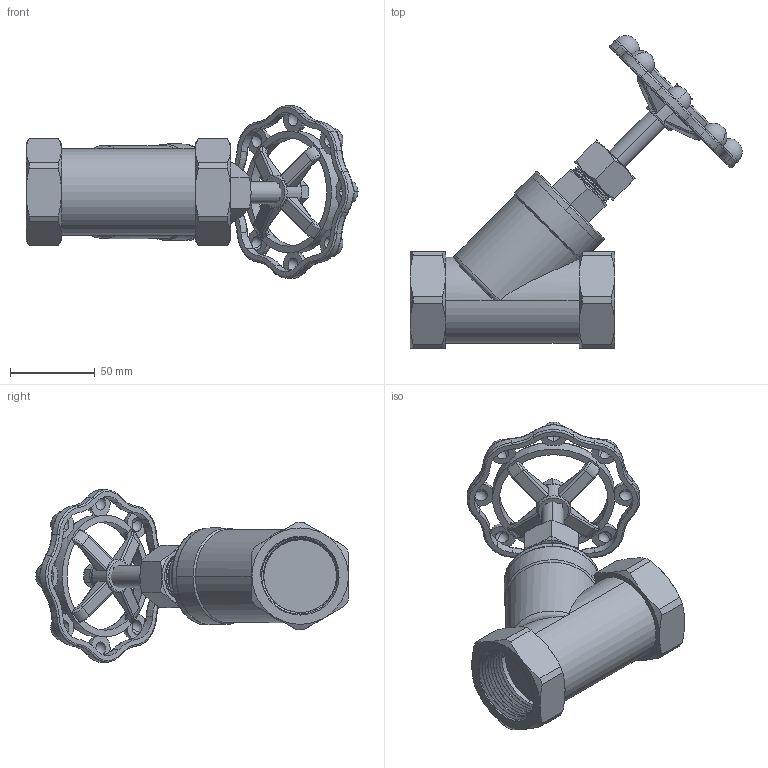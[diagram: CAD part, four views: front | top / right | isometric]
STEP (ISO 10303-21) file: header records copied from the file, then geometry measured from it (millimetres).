
FILE_DESCRIPTION (( 'STEP AP203' ), '1' );
FILE_NAME ('YGB-15.STEP', '2020-10-13T05:12:26', ( '' ), ( '' ), 'SwSTEP 2.0', 'SolidWorks 2020', '' );
FILE_SCHEMA (( 'CONFIG_CONTROL_DESIGN' ));
Length unit declared in the file: millimetre
Products named in the file (9): PCB-15; GN-04; YGBS-15; YGB-15; HW-05; M8Nut; WA-02; GBC-20; GL-04
Assembly tree (8 placements, depth 2):
  YGB-15
    GBC-20
    GL-04
    GN-04
    YGBS-15
    HW-05
    PCB-15
    WA-02
    M8Nut
Bounding box: 196.31 x 184.92 x 102 mm (x, y, z)
Volume: 424118.8 mm3; surface area: 102066.4 mm2
Topology: 8 solids, 8 shells, 727 faces, 2036 edges, 1276 vertices
Faces by surface type: cylinder 299, plane 132, cone 111, torus 107, bspline 46, sphere 32
Entity records: 44154 total; most frequent: CARTESIAN_POINT 26596, ORIENTED_EDGE 3912, DIRECTION 3190, EDGE_CURVE 1956, AXIS2_PLACEMENT_3D 1356, VERTEX_POINT 1244, EDGE_LOOP 762, ADVANCED_FACE 727
